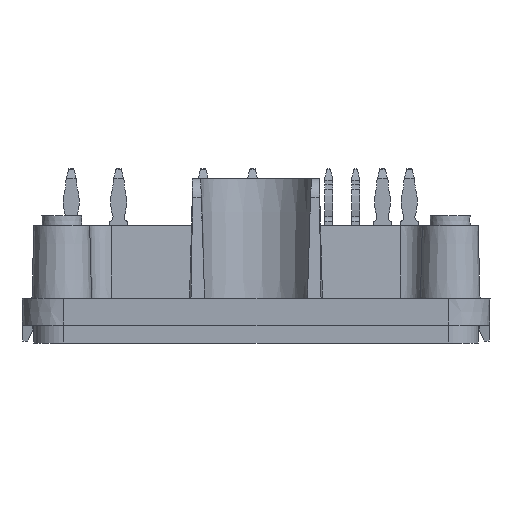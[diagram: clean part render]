
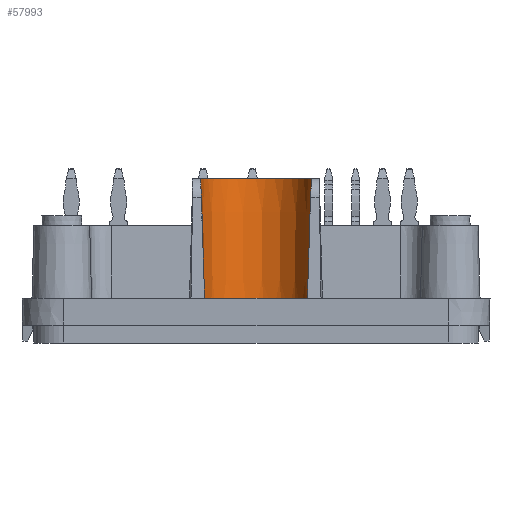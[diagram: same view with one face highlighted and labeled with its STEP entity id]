
A CAD part, left-side view. The second image highlights one B-rep face of the part: STEP entity #57993.
In plain terms, the highlighted conical face has half-angle 1 degrees and reference radius 5.538 mm.
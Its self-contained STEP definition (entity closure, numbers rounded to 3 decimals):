
#127=CONICAL_SURFACE('',#60701,5.538,0.017);
#423=B_SPLINE_CURVE_WITH_KNOTS('',3,(#79909,#79910,#79911,#79912,#79913),
 .UNSPECIFIED.,.F.,.F.,(4,1,4),(0.,0.002,0.003),
 .UNSPECIFIED.);
#424=B_SPLINE_CURVE_WITH_KNOTS('',3,(#79921,#79922,#79923,#79924,#79925),
 .UNSPECIFIED.,.F.,.F.,(4,1,4),(0.,0.002,
0.003),.UNSPECIFIED.);
#494=ELLIPSE('',#60694,126.261,6.231);
#495=ELLIPSE('',#60700,126.261,6.231);
#12724=ORIENTED_EDGE('',*,*,#23556,.F.);
#12725=ORIENTED_EDGE('',*,*,#24549,.T.);
#12726=ORIENTED_EDGE('',*,*,#24547,.T.);
#12727=ORIENTED_EDGE('',*,*,#24545,.T.);
#12728=ORIENTED_EDGE('',*,*,#24543,.T.);
#12729=ORIENTED_EDGE('',*,*,#24541,.T.);
#12730=ORIENTED_EDGE('',*,*,#24532,.T.);
#23556=EDGE_CURVE('',#29923,#29923,#34146,.T.);
#24532=EDGE_CURVE('',#30583,#30582,#34451,.T.);
#24541=EDGE_CURVE('',#30587,#30583,#494,.F.);
#24543=EDGE_CURVE('',#30588,#30587,#423,.T.);
#24545=EDGE_CURVE('',#30589,#30588,#34454,.F.);
#24547=EDGE_CURVE('',#30590,#30589,#424,.T.);
#24549=EDGE_CURVE('',#30582,#30590,#495,.F.);
#29923=VERTEX_POINT('',#76830);
#30582=VERTEX_POINT('',#79882);
#30583=VERTEX_POINT('',#79884);
#30587=VERTEX_POINT('',#79906);
#30588=VERTEX_POINT('',#79914);
#30589=VERTEX_POINT('',#79918);
#30590=VERTEX_POINT('',#79926);
#34146=CIRCLE('',#59970,5.349);
#34451=CIRCLE('',#60685,5.375);
#34454=CIRCLE('',#60697,5.585);
#36045=EDGE_LOOP('',(#12724));
#36046=EDGE_LOOP('',(#12725,#12726,#12727,#12728,#12729,#12730));
#38549=FACE_BOUND('',#36045,.T.);
#38550=FACE_BOUND('',#36046,.T.);
#57993=ADVANCED_FACE('',(#38549,#38550),#127,.F.);
#59970=AXIS2_PLACEMENT_3D('',#76829,#64218,#64219);
#60685=AXIS2_PLACEMENT_3D('',#79883,#66002,#66003);
#60694=AXIS2_PLACEMENT_3D('',#79905,#66024,#66025);
#60697=AXIS2_PLACEMENT_3D('',#79917,#66032,#66033);
#60700=AXIS2_PLACEMENT_3D('',#79929,#66040,#66041);
#60701=AXIS2_PLACEMENT_3D('',#79930,#66042,#66043);
#64218=DIRECTION('',(0.,0.,1.));
#64219=DIRECTION('',(1.,0.,0.));
#66002=DIRECTION('',(0.,0.,1.));
#66003=DIRECTION('',(-1.,0.,0.));
#66024=DIRECTION('',(0.999,0.,-0.052));
#66025=DIRECTION('',(0.052,0.,0.999));
#66032=DIRECTION('',(0.,0.,-1.));
#66033=DIRECTION('',(1.,0.,0.));
#66040=DIRECTION('',(0.999,0.,-0.052));
#66041=DIRECTION('',(0.052,0.,0.999));
#66042=DIRECTION('',(0.,0.,1.));
#66043=DIRECTION('',(-1.,0.,0.));
#76829=CARTESIAN_POINT('',(-46.5,0.,-0.3));
#76830=CARTESIAN_POINT('',(-41.151,0.,-0.3));
#79882=CARTESIAN_POINT('',(-48.,-5.162,1.2));
#79883=CARTESIAN_POINT('',(-46.5,0.,1.2));
#79884=CARTESIAN_POINT('',(-48.,5.162,1.2));
#79905=CARTESIAN_POINT('',(-44.299,0.,71.817));
#79906=CARTESIAN_POINT('',(-47.47,5.466,11.305));
#79909=CARTESIAN_POINT('',(-45.473,5.49,13.2));
#79910=CARTESIAN_POINT('',(-45.977,5.584,13.2));
#79911=CARTESIAN_POINT('',(-46.987,5.597,12.796));
#79912=CARTESIAN_POINT('',(-47.444,5.48,11.816));
#79913=CARTESIAN_POINT('',(-47.47,5.466,11.305));
#79914=CARTESIAN_POINT('',(-45.473,5.49,13.2));
#79917=CARTESIAN_POINT('',(-46.5,0.,13.2));
#79918=CARTESIAN_POINT('',(-45.473,-5.49,13.2));
#79921=CARTESIAN_POINT('',(-47.47,-5.466,11.305));
#79922=CARTESIAN_POINT('',(-47.444,-5.48,11.816));
#79923=CARTESIAN_POINT('',(-46.988,-5.597,12.795));
#79924=CARTESIAN_POINT('',(-45.977,-5.584,13.2));
#79925=CARTESIAN_POINT('',(-45.473,-5.49,13.2));
#79926=CARTESIAN_POINT('',(-47.47,-5.466,11.305));
#79929=CARTESIAN_POINT('',(-44.299,0.,71.817));
#79930=CARTESIAN_POINT('',(-46.5,0.,10.497));
